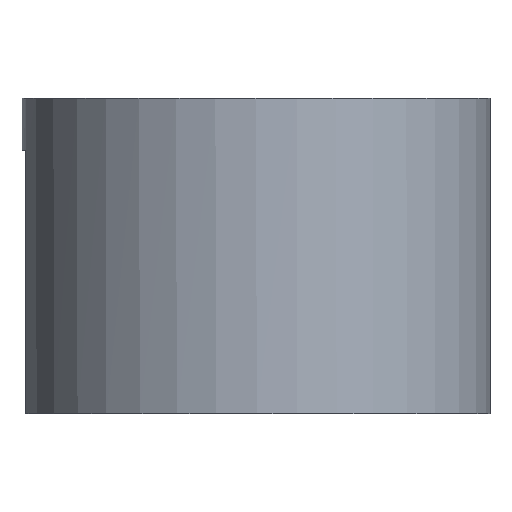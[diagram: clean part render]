
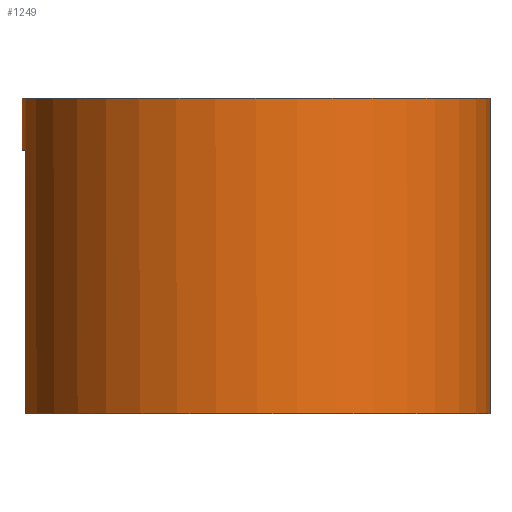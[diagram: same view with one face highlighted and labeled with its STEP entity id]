
A CAD part, front view. The second image highlights one B-rep face of the part: STEP entity #1249.
In plain terms, the highlighted cylindrical face has radius 44.45 mm (diameter 88.9 mm), a partial arc.
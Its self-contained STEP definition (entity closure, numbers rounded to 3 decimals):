
#9 = CIRCLE ( 'NONE', #1072, 44.45 ) ;
#19 = AXIS2_PLACEMENT_3D ( 'NONE', #845, #1402, #292 ) ;
#33 = CYLINDRICAL_SURFACE ( 'NONE', #19, 44.45 ) ;
#73 = LINE ( 'NONE', #1452, #1409 ) ;
#77 = VECTOR ( 'NONE', #874, 1000. ) ;
#113 = VERTEX_POINT ( 'NONE', #1440 ) ;
#156 = ORIENTED_EDGE ( 'NONE', *, *, #1367, .T. ) ;
#164 = VERTEX_POINT ( 'NONE', #294 ) ;
#187 = DIRECTION ( 'NONE',  ( 0., 0., -1. ) ) ;
#192 = ORIENTED_EDGE ( 'NONE', *, *, #495, .F. ) ;
#203 = ORIENTED_EDGE ( 'NONE', *, *, #385, .T. ) ;
#208 = ORIENTED_EDGE ( 'NONE', *, *, #445, .F. ) ;
#216 = AXIS2_PLACEMENT_3D ( 'NONE', #306, #1200, #679 ) ;
#222 = CARTESIAN_POINT ( 'NONE',  ( 0., 0., 50. ) ) ;
#273 = CARTESIAN_POINT ( 'NONE',  ( 44.45, 0., 60. ) ) ;
#292 = DIRECTION ( 'NONE',  ( -1., 0., 0. ) ) ;
#294 = CARTESIAN_POINT ( 'NONE',  ( -44.45, 0., 60. ) ) ;
#299 = VERTEX_POINT ( 'NONE', #323 ) ;
#306 = CARTESIAN_POINT ( 'NONE',  ( 0., 0., 0. ) ) ;
#307 = EDGE_CURVE ( 'NONE', #164, #1119, #432, .T. ) ;
#321 = DIRECTION ( 'NONE',  ( 0., 0., -1. ) ) ;
#323 = CARTESIAN_POINT ( 'NONE',  ( 44.45, 0., 60. ) ) ;
#329 = AXIS2_PLACEMENT_3D ( 'NONE', #222, #321, #991 ) ;
#361 = VERTEX_POINT ( 'NONE', #625 ) ;
#385 = EDGE_CURVE ( 'NONE', #299, #164, #9, .T. ) ;
#432 = LINE ( 'NONE', #970, #77 ) ;
#445 = EDGE_CURVE ( 'NONE', #299, #859, #1406, .T. ) ;
#495 = EDGE_CURVE ( 'NONE', #113, #1119, #1424, .T. ) ;
#625 = CARTESIAN_POINT ( 'NONE',  ( -43.724, -8., 0. ) ) ;
#635 = DIRECTION ( 'NONE',  ( 0., 0., -1. ) ) ;
#679 = DIRECTION ( 'NONE',  ( -1., 0., 0. ) ) ;
#706 = CARTESIAN_POINT ( 'NONE',  ( -44.45, 0., 50. ) ) ;
#845 = CARTESIAN_POINT ( 'NONE',  ( 0., 0., 60. ) ) ;
#859 = VERTEX_POINT ( 'NONE', #1441 ) ;
#865 = DIRECTION ( 'NONE',  ( 0., 0., -1. ) ) ;
#874 = DIRECTION ( 'NONE',  ( 0., 0., -1. ) ) ;
#953 = CARTESIAN_POINT ( 'NONE',  ( 0., 0., 60. ) ) ;
#970 = CARTESIAN_POINT ( 'NONE',  ( -44.45, 0., 60. ) ) ;
#991 = DIRECTION ( 'NONE',  ( -1., 0., 0. ) ) ;
#1072 = AXIS2_PLACEMENT_3D ( 'NONE', #953, #187, #1286 ) ;
#1084 = EDGE_CURVE ( 'NONE', #859, #361, #1087, .T. ) ;
#1087 = CIRCLE ( 'NONE', #216, 44.45 ) ;
#1119 = VERTEX_POINT ( 'NONE', #706 ) ;
#1148 = ORIENTED_EDGE ( 'NONE', *, *, #1084, .F. ) ;
#1200 = DIRECTION ( 'NONE',  ( 0., 0., -1. ) ) ;
#1212 = EDGE_LOOP ( 'NONE', ( #208, #203, #1419, #192, #156, #1148 ) ) ;
#1249 = ADVANCED_FACE ( 'NONE', ( #1308 ), #33, .T. ) ;
#1286 = DIRECTION ( 'NONE',  ( -1., 0., 0. ) ) ;
#1308 = FACE_OUTER_BOUND ( 'NONE', #1212, .T. ) ;
#1352 = VECTOR ( 'NONE', #635, 1000. ) ;
#1367 = EDGE_CURVE ( 'NONE', #113, #361, #73, .T. ) ;
#1402 = DIRECTION ( 'NONE',  ( 0., 0., -1. ) ) ;
#1406 = LINE ( 'NONE', #273, #1352 ) ;
#1409 = VECTOR ( 'NONE', #865, 1000. ) ;
#1419 = ORIENTED_EDGE ( 'NONE', *, *, #307, .T. ) ;
#1424 = CIRCLE ( 'NONE', #329, 44.45 ) ;
#1440 = CARTESIAN_POINT ( 'NONE',  ( -43.724, -8., 50. ) ) ;
#1441 = CARTESIAN_POINT ( 'NONE',  ( 44.45, 0., 0. ) ) ;
#1452 = CARTESIAN_POINT ( 'NONE',  ( -43.724, -8., 50. ) ) ;
